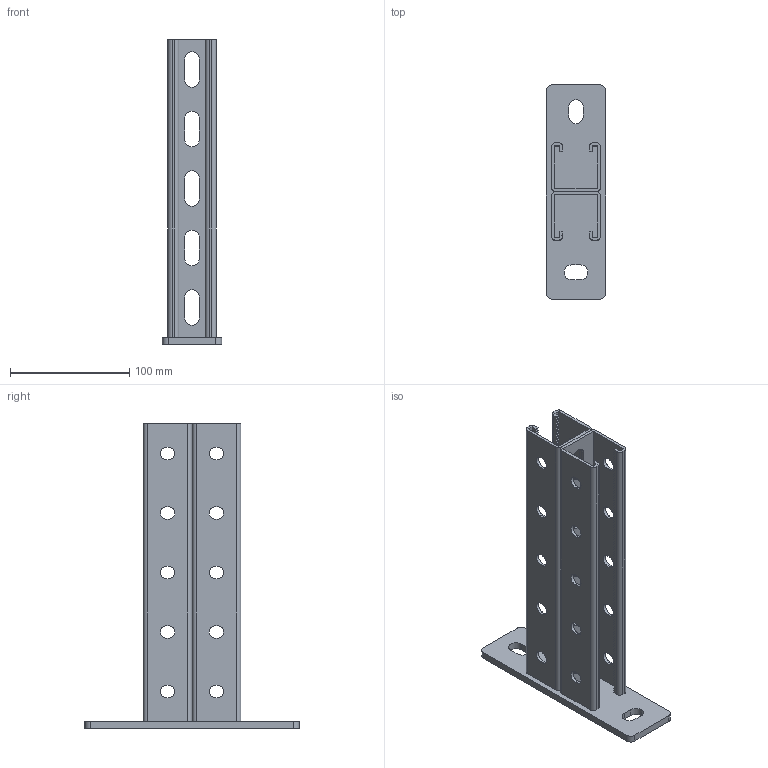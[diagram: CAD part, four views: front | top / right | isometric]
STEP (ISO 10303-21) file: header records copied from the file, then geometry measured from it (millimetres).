
FILE_DESCRIPTION (( 'STEP AP203' ), '1' );
FILE_NAME ('Êîíñîëü Strut äâîéíàÿ_h41-200.step', '2022-01-27T09:04:13', ( '' ), ( '' ), 'SwSTEP 2.0', 'SolidWorks 2017', '' );
FILE_SCHEMA (( 'CONFIG_CONTROL_DESIGN' ));
Length unit declared in the file: millimetre
Products named in the file (3): Ïÿòêà êîíñîëè ¹2; STRUT-镳铘桦黖h41-250; Êîíñîëü Strut äâîéíàÿ_h41-200
Assembly tree (3 placements, depth 2):
  Êîíñîëü Strut äâîéíàÿ_h41-200
    Ïÿòêà êîíñîëè ¹2
    STRUT-镳铘桦黖h41-250  x2
Bounding box: 50 x 180 x 256 mm (x, y, z)
Volume: 204206.7 mm3; surface area: 152905.6 mm2
Topology: 3 solids, 3 shells, 985 faces, 2935 edges, 1956 vertices
Faces by surface type: plane 904, cylinder 81
Entity records: 16964 total; most frequent: CARTESIAN_POINT 2996, ORIENTED_EDGE 2986, DIRECTION 2599, EDGE_CURVE 1493, LINE 1403, VECTOR 1403, VERTEX_POINT 995, AXIS2_PLACEMENT_3D 598
